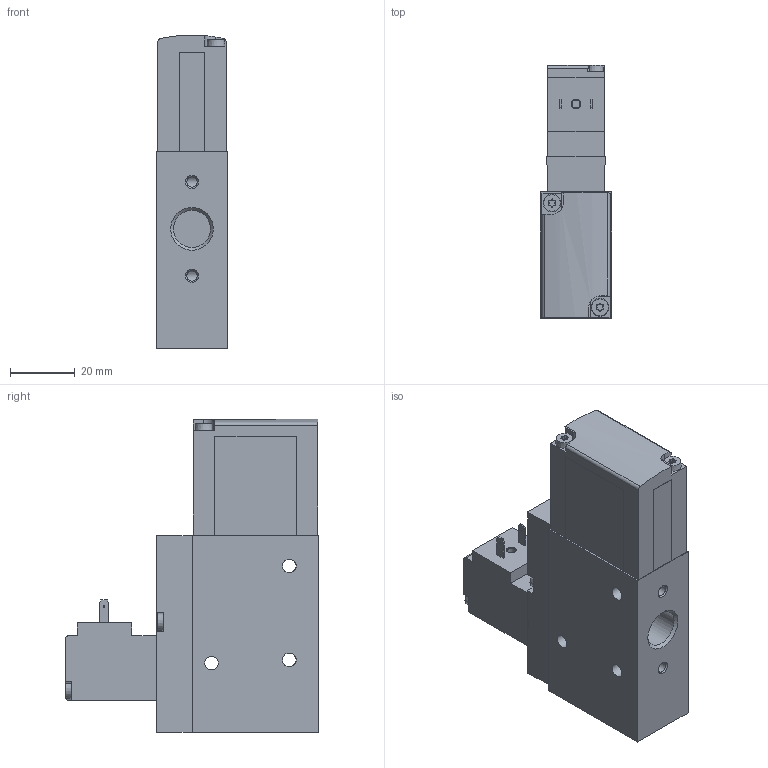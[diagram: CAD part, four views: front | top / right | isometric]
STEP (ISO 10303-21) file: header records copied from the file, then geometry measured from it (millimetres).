
FILE_DESCRIPTION(/* description */ ('STEP AP214'),/* implementation_level */ '2;1');
FILE_NAME(/* name */ '35555_VAD-ME-1_4',/* time_stamp */ '2024-09-16T06:24:19+02:00',/* author */ ('License CC BY-ND 4.0'),/* organization */ ('CADENAS'),/* preprocessor_version */ 'ST-DEVELOPER v19.3',/* originating_system */ 'PARTsolutions',/* authorisation */ ' ');
FILE_SCHEMA (('AUTOMOTIVE_DESIGN {1 0 10303 214 3 1 1}'));
Length unit declared in the file: millimetre
Products named in the file (1): 35555 VAD-ME-1/4---(high)
Bounding box: 22 x 78.1 x 96.8 mm (x, y, z)
Volume: 98728 mm3; surface area: 20146.5 mm2
Topology: 1 solids, 1 shells, 215 faces, 568 edges, 377 vertices
Faces by surface type: plane 105, cylinder 99, cone 11
Full cylindrical faces by diameter (mm): 0.5 x2, 2.459 x1, 3.242 x2, 4.2 x3, 8.566 x1, 11.445 x1
Entity records: 8210 total; most frequent: CARTESIAN_POINT 1198, DIRECTION 1182, ORIENTED_EDGE 1094, EDGE_CURVE 547, AXIS2_PLACEMENT_3D 427, VERTEX_POINT 377, LINE 328, VECTOR 328
